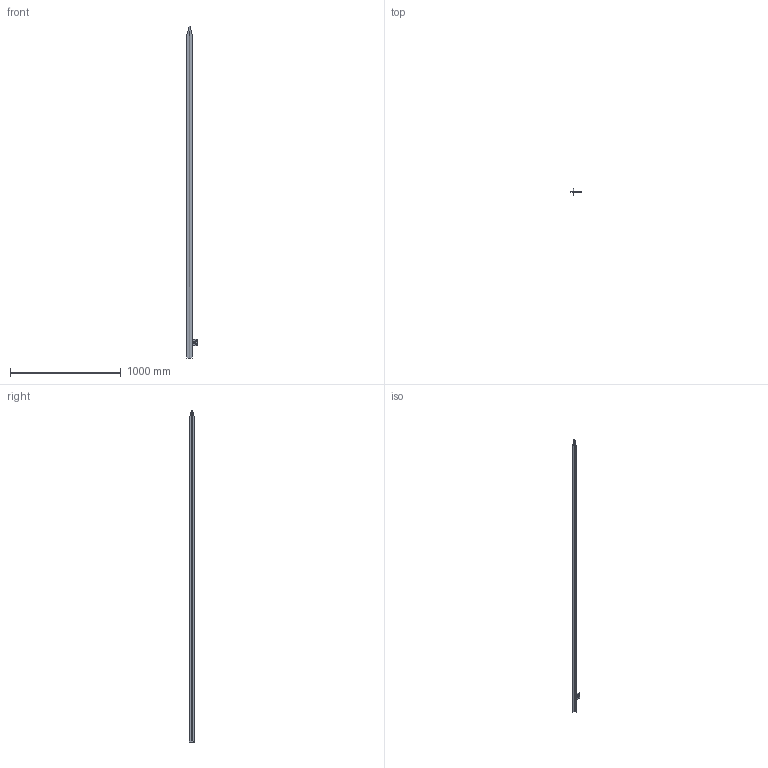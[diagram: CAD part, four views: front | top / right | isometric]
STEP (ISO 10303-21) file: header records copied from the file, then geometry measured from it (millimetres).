
FILE_DESCRIPTION (( 'STEP AP214' ), '1' );
FILE_NAME ('5003040.stp', '2016-05-25T13:28:25', ( '' ), ( '' ), 'SwSTEP 2.0', 'SolidWorks 2014', '' );
FILE_SCHEMA (( 'AUTOMOTIVE_DESIGN' ));
Length unit declared in the file: millimetre
Products named in the file (3): 5003040; Part5; Part3_3000
Assembly tree (2 placements, depth 2):
  5003040
    Part3_3000
    Part5
Bounding box: 93.55 x 50 x 3000 mm (x, y, z)
Volume: 841989.2 mm3; surface area: 579321.2 mm2
Topology: 2 solids, 2 shells, 31 faces, 81 edges, 54 vertices
Faces by surface type: plane 16, cylinder 10, cone 5
Entity records: 1247 total; most frequent: CARTESIAN_POINT 366, ORIENTED_EDGE 162, DIRECTION 161, EDGE_CURVE 81, AXIS2_PLACEMENT_3D 57, VERTEX_POINT 54, VECTOR 47, LINE 47
